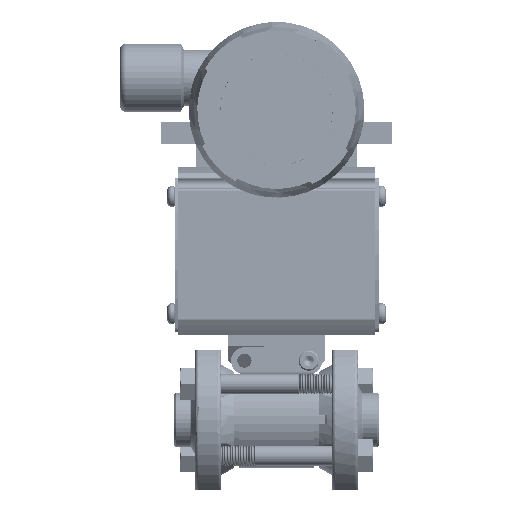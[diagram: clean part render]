
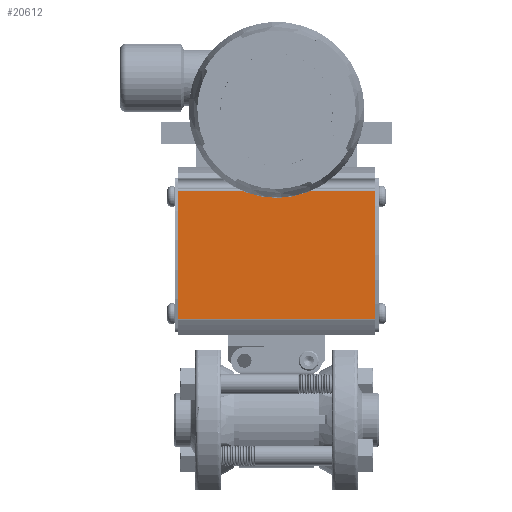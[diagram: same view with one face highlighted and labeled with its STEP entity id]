
A CAD part, top view. The second image highlights one B-rep face of the part: STEP entity #20612.
In plain terms, the highlighted planar face has unit normal (0, 0, 1).
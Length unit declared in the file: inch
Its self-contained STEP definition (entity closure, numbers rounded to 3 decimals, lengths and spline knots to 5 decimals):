
#14307 = ORIENTED_EDGE ( 'NONE', *, *, #31066, .T. ) ;
#20612 = ADVANCED_FACE ( 'NONE', ( #86003 ), #79504, .F. ) ;
#31066 = EDGE_CURVE ( 'NONE', #53850, #194652, #100836, .T. ) ;
#32333 = EDGE_LOOP ( 'NONE', ( #101711, #14307, #50299, #180496 ) ) ;
#35442 = DIRECTION ( 'NONE',  ( 0., 1., 0. ) ) ;
#47266 = VECTOR ( 'NONE', #35442, 39.37008 ) ;
#50299 = ORIENTED_EDGE ( 'NONE', *, *, #192203, .F. ) ;
#50715 = CARTESIAN_POINT ( 'NONE',  ( 1.5275, 1.56787, 1.17 ) ) ;
#53850 = VERTEX_POINT ( 'NONE', #88077 ) ;
#56141 = CARTESIAN_POINT ( 'NONE',  ( -5.04033, 1.56787, 1.17 ) ) ;
#79504 = PLANE ( 'NONE',  #97109 ) ;
#86003 = FACE_OUTER_BOUND ( 'NONE', #32333, .T. ) ;
#88077 = CARTESIAN_POINT ( 'NONE',  ( 1.5275, 3.56213, 1.17 ) ) ;
#89197 = CARTESIAN_POINT ( 'NONE',  ( -5.04033, 3.56213, 1.17 ) ) ;
#91604 = DIRECTION ( 'NONE',  ( 0., -1., 0. ) ) ;
#97109 = AXIS2_PLACEMENT_3D ( 'NONE', #166573, #202834, #97322 ) ;
#97322 = DIRECTION ( 'NONE',  ( 0., -1., 0. ) ) ;
#100836 = LINE ( 'NONE', #89197, #106424 ) ;
#101711 = ORIENTED_EDGE ( 'NONE', *, *, #224898, .F. ) ;
#106424 = VECTOR ( 'NONE', #142271, 39.37008 ) ;
#107745 = CARTESIAN_POINT ( 'NONE',  ( -1.5275, 3.56213, 1.17 ) ) ;
#108657 = CARTESIAN_POINT ( 'NONE',  ( 1.5275, 3.5694, 1.17 ) ) ;
#111864 = CARTESIAN_POINT ( 'NONE',  ( -1.5275, 1.56787, 1.17 ) ) ;
#129385 = VECTOR ( 'NONE', #179479, 39.37008 ) ;
#135599 = LINE ( 'NONE', #159518, #47266 ) ;
#142271 = DIRECTION ( 'NONE',  ( -1., 0., 0. ) ) ;
#147274 = VECTOR ( 'NONE', #91604, 39.37008 ) ;
#159518 = CARTESIAN_POINT ( 'NONE',  ( -1.5275, 3.5694, 1.17 ) ) ;
#166573 = CARTESIAN_POINT ( 'NONE',  ( -5.04033, 3.5694, 1.17 ) ) ;
#179479 = DIRECTION ( 'NONE',  ( 1., 0., 0. ) ) ;
#180496 = ORIENTED_EDGE ( 'NONE', *, *, #189118, .T. ) ;
#189118 = EDGE_CURVE ( 'NONE', #211179, #224742, #228740, .T. ) ;
#192203 = EDGE_CURVE ( 'NONE', #211179, #194652, #135599, .T. ) ;
#194247 = LINE ( 'NONE', #108657, #147274 ) ;
#194652 = VERTEX_POINT ( 'NONE', #107745 ) ;
#202834 = DIRECTION ( 'NONE',  ( 0., 0., -1. ) ) ;
#211179 = VERTEX_POINT ( 'NONE', #111864 ) ;
#224742 = VERTEX_POINT ( 'NONE', #50715 ) ;
#224898 = EDGE_CURVE ( 'NONE', #53850, #224742, #194247, .T. ) ;
#228740 = LINE ( 'NONE', #56141, #129385 ) ;
